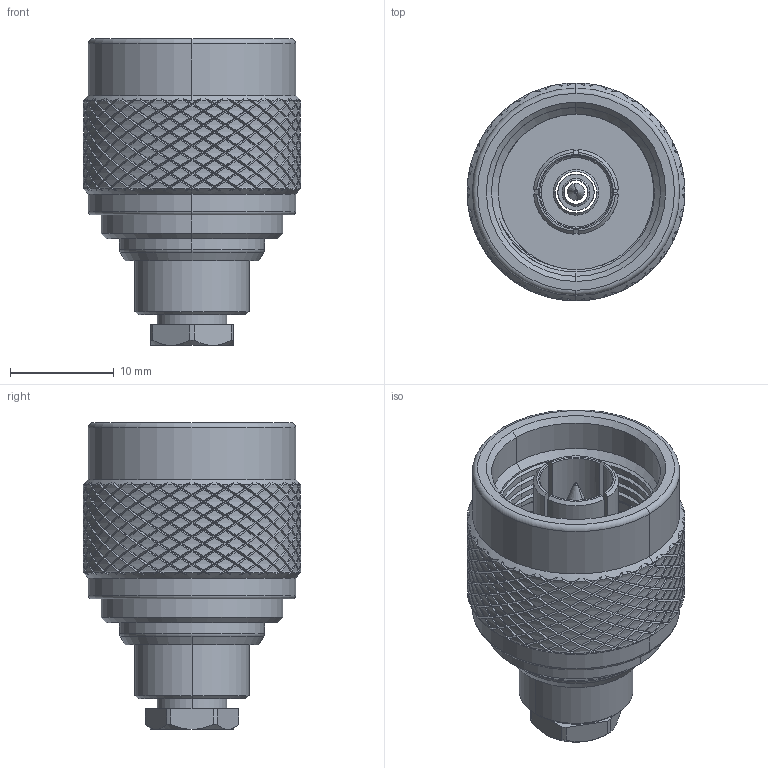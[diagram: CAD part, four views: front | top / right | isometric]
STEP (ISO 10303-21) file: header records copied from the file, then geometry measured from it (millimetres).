
FILE_DESCRIPTION (( 'STEP AP214' ), '1' );
FILE_NAME ('25-014-B3-HA.STEP', '2024-10-31T10:40:34', ( '' ), ( '' ), 'SwSTEP 2.0', 'SolidWorks 2024', '' );
FILE_SCHEMA (( 'AUTOMOTIVE_DESIGN' ));
Products named in the file (1): 25-014-B3-HA
Bounding box: 21 x 21 x 29.6 mm (x, y, z)
Surface area: 4170.1 mm2 (no closed solid volume)
Topology: 0 solids, 10 shells, 2274 faces, 5266 edges, 2983 vertices
Faces by surface type: bspline 1682, cylinder 508, cone 48, plane 28, torus 6, sphere 2
Entity records: 116607 total; most frequent: CARTESIAN_POINT 85657, ORIENTED_EDGE 9990, EDGE_CURVE 5266, VERTEX_POINT 2983, EDGE_LOOP 2283, ADVANCED_FACE 2274, FACE_OUTER_BOUND 2274, DIRECTION 2174
